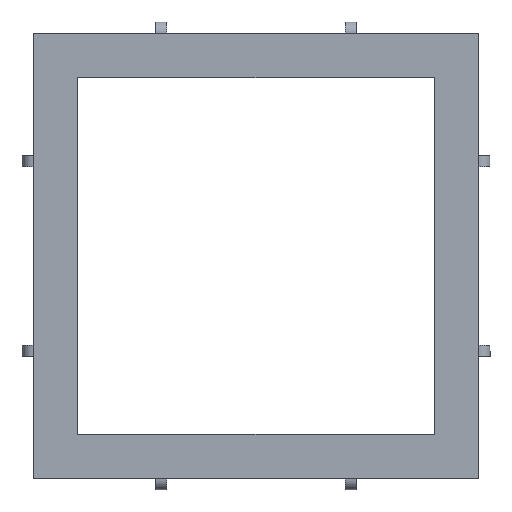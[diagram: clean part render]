
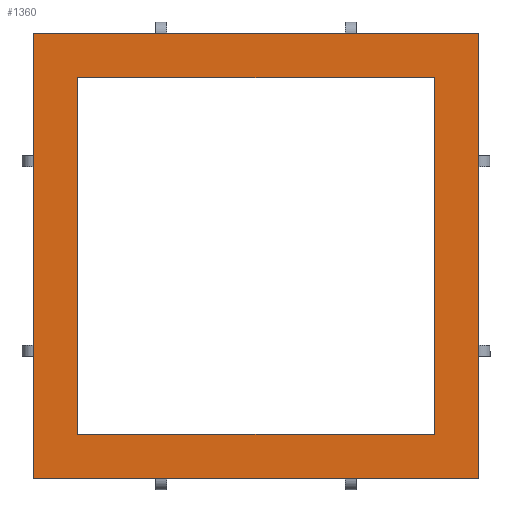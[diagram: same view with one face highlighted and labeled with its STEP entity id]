
A CAD part, front view. The second image highlights one B-rep face of the part: STEP entity #1360.
In plain terms, the highlighted planar face has unit normal (0, -1, 0).
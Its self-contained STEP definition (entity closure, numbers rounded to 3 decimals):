
#67 = ORIENTED_EDGE ( 'NONE', *, *, #1829, .T. ) ;
#107 = EDGE_LOOP ( 'NONE', ( #1769, #2503, #2724, #431 ) ) ;
#119 = DIRECTION ( 'NONE',  ( 1., 0., 0. ) ) ;
#120 = DIRECTION ( 'NONE',  ( 0., 1., 0. ) ) ;
#122 = VERTEX_POINT ( 'NONE', #3097 ) ;
#194 = VECTOR ( 'NONE', #2858, 1000. ) ;
#203 = LINE ( 'NONE', #1425, #1256 ) ;
#219 = VERTEX_POINT ( 'NONE', #2660 ) ;
#230 = LINE ( 'NONE', #1456, #2416 ) ;
#244 = CARTESIAN_POINT ( 'NONE',  ( 100., 0., -100. ) ) ;
#429 = DIRECTION ( 'NONE',  ( 1., 0., 0. ) ) ;
#431 = ORIENTED_EDGE ( 'NONE', *, *, #2407, .T. ) ;
#568 = CARTESIAN_POINT ( 'NONE',  ( 0., 0., 0. ) ) ;
#573 = EDGE_LOOP ( 'NONE', ( #2612, #3105, #67, #2985 ) ) ;
#581 = LINE ( 'NONE', #1056, #2986 ) ;
#622 = CARTESIAN_POINT ( 'NONE',  ( -100., 0., 100. ) ) ;
#676 = LINE ( 'NONE', #1655, #2084 ) ;
#694 = CARTESIAN_POINT ( 'NONE',  ( -100., 0., 0. ) ) ;
#786 = VECTOR ( 'NONE', #3104, 1000. ) ;
#840 = LINE ( 'NONE', #1843, #1166 ) ;
#971 = DIRECTION ( 'NONE',  ( 0., 0., 1. ) ) ;
#1056 = CARTESIAN_POINT ( 'NONE',  ( 0., 0., -100. ) ) ;
#1057 = PLANE ( 'NONE',  #1902 ) ;
#1100 = CARTESIAN_POINT ( 'NONE',  ( 80., 0., -80. ) ) ;
#1112 = EDGE_CURVE ( 'NONE', #122, #1307, #1409, .T. ) ;
#1166 = VECTOR ( 'NONE', #119, 1000. ) ;
#1228 = DIRECTION ( 'NONE',  ( -1., 0., 0. ) ) ;
#1256 = VECTOR ( 'NONE', #429, 1000. ) ;
#1307 = VERTEX_POINT ( 'NONE', #622 ) ;
#1360 = ADVANCED_FACE ( 'NONE', ( #2620, #1379 ), #1057, .F. ) ;
#1379 = FACE_OUTER_BOUND ( 'NONE', #573, .T. ) ;
#1409 = LINE ( 'NONE', #694, #2163 ) ;
#1425 = CARTESIAN_POINT ( 'NONE',  ( 80., 0., 80. ) ) ;
#1456 = CARTESIAN_POINT ( 'NONE',  ( 80., 0., -80. ) ) ;
#1655 = CARTESIAN_POINT ( 'NONE',  ( -80., 0., -80. ) ) ;
#1750 = VERTEX_POINT ( 'NONE', #1791 ) ;
#1764 = EDGE_CURVE ( 'NONE', #122, #2393, #581, .T. ) ;
#1769 = ORIENTED_EDGE ( 'NONE', *, *, #3019, .T. ) ;
#1770 = EDGE_CURVE ( 'NONE', #1307, #219, #840, .T. ) ;
#1791 = CARTESIAN_POINT ( 'NONE',  ( -80., 0., -80. ) ) ;
#1829 = EDGE_CURVE ( 'NONE', #2393, #219, #2104, .T. ) ;
#1843 = CARTESIAN_POINT ( 'NONE',  ( 0., 0., 100. ) ) ;
#1889 = EDGE_CURVE ( 'NONE', #3209, #1750, #230, .T. ) ;
#1902 = AXIS2_PLACEMENT_3D ( 'NONE', #568, #120, #3067 ) ;
#1912 = DIRECTION ( 'NONE',  ( 0., 0., 1. ) ) ;
#2084 = VECTOR ( 'NONE', #1912, 1000. ) ;
#2104 = LINE ( 'NONE', #3101, #194 ) ;
#2163 = VECTOR ( 'NONE', #971, 1000. ) ;
#2322 = LINE ( 'NONE', #1100, #786 ) ;
#2351 = VERTEX_POINT ( 'NONE', #2923 ) ;
#2393 = VERTEX_POINT ( 'NONE', #244 ) ;
#2407 = EDGE_CURVE ( 'NONE', #1750, #2351, #676, .T. ) ;
#2416 = VECTOR ( 'NONE', #1228, 1000. ) ;
#2503 = ORIENTED_EDGE ( 'NONE', *, *, #2610, .T. ) ;
#2535 = CARTESIAN_POINT ( 'NONE',  ( 80., 0., 80. ) ) ;
#2610 = EDGE_CURVE ( 'NONE', #2879, #3209, #2322, .T. ) ;
#2612 = ORIENTED_EDGE ( 'NONE', *, *, #1112, .F. ) ;
#2620 = FACE_BOUND ( 'NONE', #107, .T. ) ;
#2660 = CARTESIAN_POINT ( 'NONE',  ( 100., 0., 100. ) ) ;
#2724 = ORIENTED_EDGE ( 'NONE', *, *, #1889, .T. ) ;
#2747 = CARTESIAN_POINT ( 'NONE',  ( 80., 0., -80. ) ) ;
#2790 = DIRECTION ( 'NONE',  ( 1., 0., 0. ) ) ;
#2858 = DIRECTION ( 'NONE',  ( 0., 0., 1. ) ) ;
#2879 = VERTEX_POINT ( 'NONE', #2535 ) ;
#2923 = CARTESIAN_POINT ( 'NONE',  ( -80., 0., 80. ) ) ;
#2985 = ORIENTED_EDGE ( 'NONE', *, *, #1770, .F. ) ;
#2986 = VECTOR ( 'NONE', #2790, 1000. ) ;
#3019 = EDGE_CURVE ( 'NONE', #2351, #2879, #203, .T. ) ;
#3067 = DIRECTION ( 'NONE',  ( 0., 0., 1. ) ) ;
#3097 = CARTESIAN_POINT ( 'NONE',  ( -100., 0., -100. ) ) ;
#3101 = CARTESIAN_POINT ( 'NONE',  ( 100., 0., 0. ) ) ;
#3104 = DIRECTION ( 'NONE',  ( 0., 0., -1. ) ) ;
#3105 = ORIENTED_EDGE ( 'NONE', *, *, #1764, .T. ) ;
#3209 = VERTEX_POINT ( 'NONE', #2747 ) ;
